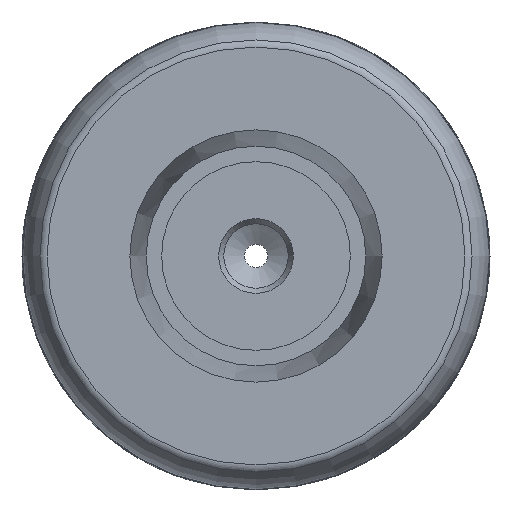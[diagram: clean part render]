
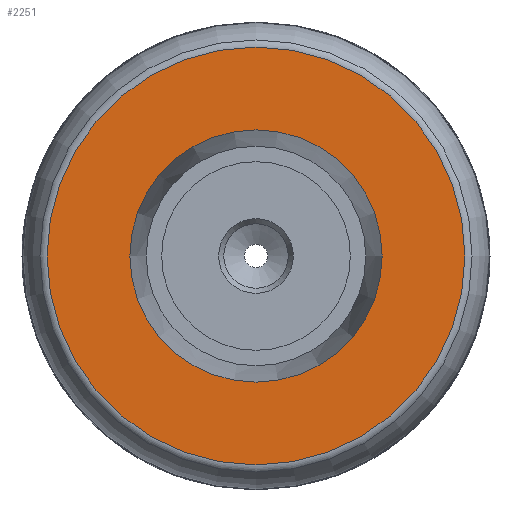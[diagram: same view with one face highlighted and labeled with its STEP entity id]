
A CAD part, left-side view. The second image highlights one B-rep face of the part: STEP entity #2251.
In plain terms, the highlighted planar face has unit normal (-1, 0, 0).
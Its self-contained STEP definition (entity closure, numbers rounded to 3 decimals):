
#255=FACE_BOUND('',#491,.T.);
#275=PLANE('',#2441);
#370=FACE_OUTER_BOUND('',#490,.T.);
#490=EDGE_LOOP('',(#1656,#1657));
#491=EDGE_LOOP('',(#1658,#1659));
#807=CIRCLE('',#2438,22.362);
#808=CIRCLE('',#2439,22.362);
#810=CIRCLE('',#2442,13.5);
#811=CIRCLE('',#2443,13.5);
#1006=VERTEX_POINT('',#3529);
#1007=VERTEX_POINT('',#3530);
#1008=VERTEX_POINT('',#3535);
#1009=VERTEX_POINT('',#3536);
#1258=EDGE_CURVE('',#1006,#1007,#807,.T.);
#1259=EDGE_CURVE('',#1007,#1006,#808,.T.);
#1261=EDGE_CURVE('',#1008,#1009,#810,.T.);
#1262=EDGE_CURVE('',#1009,#1008,#811,.T.);
#1656=ORIENTED_EDGE('',*,*,#1258,.T.);
#1657=ORIENTED_EDGE('',*,*,#1259,.T.);
#1658=ORIENTED_EDGE('',*,*,#1261,.F.);
#1659=ORIENTED_EDGE('',*,*,#1262,.F.);
#2251=ADVANCED_FACE('',(#370,#255),#275,.T.);
#2438=AXIS2_PLACEMENT_3D('',#3531,#2838,#2839);
#2439=AXIS2_PLACEMENT_3D('',#3532,#2840,#2841);
#2441=AXIS2_PLACEMENT_3D('',#3534,#2844,#2845);
#2442=AXIS2_PLACEMENT_3D('',#3537,#2846,#2847);
#2443=AXIS2_PLACEMENT_3D('',#3538,#2848,#2849);
#2838=DIRECTION('center_axis',(-1.,0.,0.));
#2839=DIRECTION('ref_axis',(0.,0.,1.));
#2840=DIRECTION('center_axis',(-1.,0.,0.));
#2841=DIRECTION('ref_axis',(0.,0.,1.));
#2844=DIRECTION('center_axis',(-1.,0.,0.));
#2845=DIRECTION('ref_axis',(0.,0.,1.));
#2846=DIRECTION('center_axis',(-1.,0.,0.));
#2847=DIRECTION('ref_axis',(0.,0.,1.));
#2848=DIRECTION('center_axis',(-1.,0.,0.));
#2849=DIRECTION('ref_axis',(0.,0.,1.));
#3529=CARTESIAN_POINT('',(-120.4,-22.362,0.));
#3530=CARTESIAN_POINT('',(-120.4,0.,-22.362));
#3531=CARTESIAN_POINT('Origin',(-120.4,0.,
0.));
#3532=CARTESIAN_POINT('Origin',(-120.4,0.,
0.));
#3534=CARTESIAN_POINT('Origin',(-120.4,-13.5,0.));
#3535=CARTESIAN_POINT('',(-120.4,-13.5,0.));
#3536=CARTESIAN_POINT('',(-120.4,13.5,0.));
#3537=CARTESIAN_POINT('Origin',(-120.4,0.,
0.));
#3538=CARTESIAN_POINT('Origin',(-120.4,0.,
0.));
